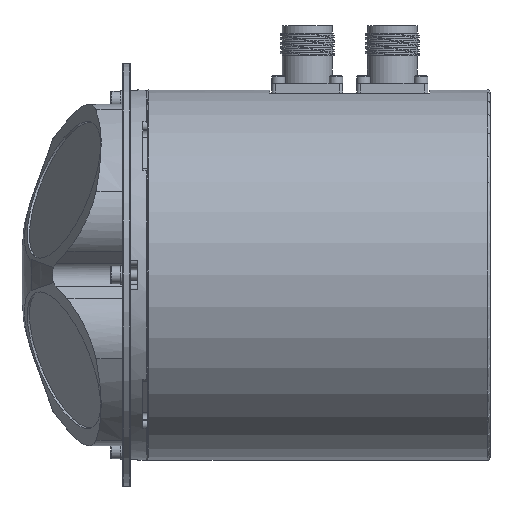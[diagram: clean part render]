
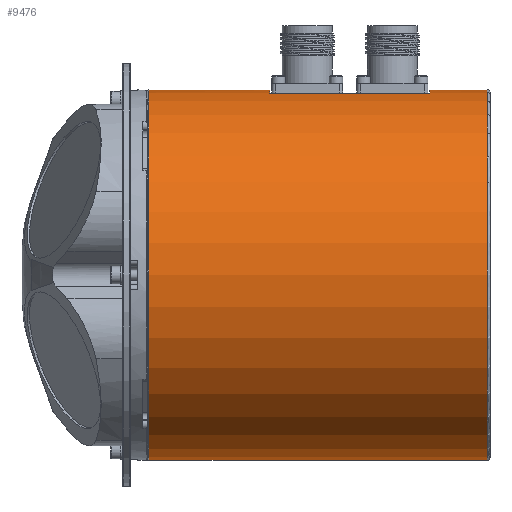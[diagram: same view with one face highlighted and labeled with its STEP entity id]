
A CAD part, front view. The second image highlights one B-rep face of the part: STEP entity #9476.
In plain terms, the highlighted cylindrical face has radius 74 mm (diameter 148 mm), a full revolution.
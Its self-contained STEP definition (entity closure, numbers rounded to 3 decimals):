
#181=FACE_BOUND('',#1659,.T.);
#1026=FACE_OUTER_BOUND('',#1658,.T.);
#1658=EDGE_LOOP('',(#8038,#8039,#8040,#8041,#8042,#8043));
#1659=EDGE_LOOP('',(#8044,#8045,#8046,#8047,#8048,#8049,#8050,#8051,#8052,
#8053,#8054,#8055));
#2220=CIRCLE('',#10526,74.);
#2221=CIRCLE('',#10527,74.);
#2222=CIRCLE('',#10528,74.);
#2223=CIRCLE('',#10529,74.);
#2224=CIRCLE('',#10530,74.);
#2225=CIRCLE('',#10531,74.);
#2335=LINE('',#14586,#2956);
#2463=LINE('',#16001,#3084);
#2769=LINE('',#17781,#3390);
#2890=LINE('',#18923,#3511);
#2891=LINE('',#18958,#3512);
#2892=LINE('',#18966,#3513);
#2893=LINE('',#18967,#3514);
#2894=LINE('',#18969,#3515);
#2895=LINE('',#18972,#3516);
#2896=LINE('',#18973,#3517);
#2897=LINE('',#18974,#3518);
#2956=VECTOR('',#10735,10.);
#3084=VECTOR('',#11265,10.);
#3390=VECTOR('',#12691,10.);
#3511=VECTOR('',#13116,10.);
#3512=VECTOR('',#13151,74.);
#3513=VECTOR('',#13160,10.);
#3514=VECTOR('',#13161,10.);
#3515=VECTOR('',#13162,10.);
#3516=VECTOR('',#13165,10.);
#3517=VECTOR('',#13166,10.);
#3518=VECTOR('',#13167,10.);
#3615=VERTEX_POINT('',#14584);
#3616=VERTEX_POINT('',#14585);
#3628=VERTEX_POINT('',#14615);
#3635=VERTEX_POINT('',#14633);
#4202=VERTEX_POINT('',#17779);
#4203=VERTEX_POINT('',#17780);
#4215=VERTEX_POINT('',#17810);
#4222=VERTEX_POINT('',#17828);
#4342=VERTEX_POINT('',#18954);
#4343=VERTEX_POINT('',#18955);
#4344=VERTEX_POINT('',#18957);
#4345=VERTEX_POINT('',#18959);
#4346=VERTEX_POINT('',#18963);
#4347=VERTEX_POINT('',#18964);
#4348=VERTEX_POINT('',#18968);
#4349=VERTEX_POINT('',#18970);
#4475=EDGE_CURVE('',#3615,#3616,#2335,.T.);
#4716=EDGE_CURVE('',#3635,#3628,#2463,.T.);
#5386=EDGE_CURVE('',#4202,#4203,#2769,.T.);
#5585=EDGE_CURVE('',#4222,#4215,#2890,.T.);
#5600=EDGE_CURVE('',#4342,#4343,#2220,.T.);
#5601=EDGE_CURVE('',#4342,#4344,#2891,.T.);
#5602=EDGE_CURVE('',#4345,#4344,#2221,.T.);
#5603=EDGE_CURVE('',#4344,#4345,#2222,.T.);
#5604=EDGE_CURVE('',#4343,#4342,#2223,.T.);
#5605=EDGE_CURVE('',#4346,#4347,#2224,.T.);
#5606=EDGE_CURVE('',#4347,#3628,#2892,.T.);
#5607=EDGE_CURVE('',#3635,#4215,#2893,.T.);
#5608=EDGE_CURVE('',#4222,#4348,#2894,.T.);
#5609=EDGE_CURVE('',#4348,#4349,#2225,.T.);
#5610=EDGE_CURVE('',#4349,#4203,#2895,.T.);
#5611=EDGE_CURVE('',#4202,#3616,#2896,.T.);
#5612=EDGE_CURVE('',#3615,#4346,#2897,.T.);
#8038=ORIENTED_EDGE('',*,*,#5600,.F.);
#8039=ORIENTED_EDGE('',*,*,#5601,.T.);
#8040=ORIENTED_EDGE('',*,*,#5602,.F.);
#8041=ORIENTED_EDGE('',*,*,#5603,.F.);
#8042=ORIENTED_EDGE('',*,*,#5601,.F.);
#8043=ORIENTED_EDGE('',*,*,#5604,.F.);
#8044=ORIENTED_EDGE('',*,*,#5605,.T.);
#8045=ORIENTED_EDGE('',*,*,#5606,.T.);
#8046=ORIENTED_EDGE('',*,*,#4716,.F.);
#8047=ORIENTED_EDGE('',*,*,#5607,.T.);
#8048=ORIENTED_EDGE('',*,*,#5585,.F.);
#8049=ORIENTED_EDGE('',*,*,#5608,.T.);
#8050=ORIENTED_EDGE('',*,*,#5609,.T.);
#8051=ORIENTED_EDGE('',*,*,#5610,.T.);
#8052=ORIENTED_EDGE('',*,*,#5386,.F.);
#8053=ORIENTED_EDGE('',*,*,#5611,.T.);
#8054=ORIENTED_EDGE('',*,*,#4475,.F.);
#8055=ORIENTED_EDGE('',*,*,#5612,.T.);
#8438=CYLINDRICAL_SURFACE('',#10525,74.);
#9476=ADVANCED_FACE('',(#1026,#181),#8438,.T.);
#10525=AXIS2_PLACEMENT_3D('',#18953,#13147,#13148);
#10526=AXIS2_PLACEMENT_3D('',#18956,#13149,#13150);
#10527=AXIS2_PLACEMENT_3D('',#18960,#13152,#13153);
#10528=AXIS2_PLACEMENT_3D('',#18961,#13154,#13155);
#10529=AXIS2_PLACEMENT_3D('',#18962,#13156,#13157);
#10530=AXIS2_PLACEMENT_3D('',#18965,#13158,#13159);
#10531=AXIS2_PLACEMENT_3D('',#18971,#13163,#13164);
#10735=DIRECTION('',(-1.,0.,0.));
#11265=DIRECTION('',(1.,0.,0.));
#12691=DIRECTION('',(-1.,0.,0.));
#13116=DIRECTION('',(1.,0.,0.));
#13147=DIRECTION('center_axis',(-1.,0.,0.));
#13148=DIRECTION('ref_axis',(0.,0.,1.));
#13149=DIRECTION('center_axis',(-1.,0.,0.));
#13150=DIRECTION('ref_axis',(0.,0.,
-1.));
#13151=DIRECTION('',(1.,0.,0.));
#13152=DIRECTION('center_axis',(1.,0.,0.));
#13153=DIRECTION('ref_axis',(0.,0.,
-1.));
#13154=DIRECTION('center_axis',(1.,0.,0.));
#13155=DIRECTION('ref_axis',(0.,0.,
-1.));
#13156=DIRECTION('center_axis',(-1.,0.,0.));
#13157=DIRECTION('ref_axis',(0.,0.,
-1.));
#13158=DIRECTION('center_axis',(1.,0.,0.));
#13159=DIRECTION('ref_axis',(0.,0.,1.));
#13160=DIRECTION('',(-1.,0.,0.));
#13161=DIRECTION('',(-1.,0.,0.));
#13162=DIRECTION('',(-1.,0.,0.));
#13163=DIRECTION('center_axis',(-1.,0.,0.));
#13164=DIRECTION('ref_axis',(0.,0.,1.));
#13165=DIRECTION('',(1.,0.,0.));
#13166=DIRECTION('',(1.,0.,0.));
#13167=DIRECTION('',(1.,0.,0.));
#14584=CARTESIAN_POINT('',(159.261,13.81,72.7));
#14585=CARTESIAN_POINT('',(131.739,13.81,72.7));
#14586=CARTESIAN_POINT('',(60.7,13.81,72.7));
#14615=CARTESIAN_POINT('',(159.261,-13.81,72.7));
#14633=CARTESIAN_POINT('',(131.739,-13.81,72.7));
#16001=CARTESIAN_POINT('',(60.7,-13.81,72.7));
#17779=CARTESIAN_POINT('',(125.261,13.81,72.7));
#17780=CARTESIAN_POINT('',(97.739,13.81,72.7));
#17781=CARTESIAN_POINT('',(60.7,13.81,72.7));
#17810=CARTESIAN_POINT('',(125.261,-13.81,72.7));
#17828=CARTESIAN_POINT('',(97.739,-13.81,72.7));
#18923=CARTESIAN_POINT('',(60.7,-13.81,72.7));
#18953=CARTESIAN_POINT('Origin',(60.7,0.,
0.));
#18954=CARTESIAN_POINT('',(48.2,0.,-74.));
#18955=CARTESIAN_POINT('',(48.2,74.,0.));
#18956=CARTESIAN_POINT('Origin',(48.2,0.,
0.));
#18957=CARTESIAN_POINT('',(183.5,0.,-74.));
#18958=CARTESIAN_POINT('',(60.7,0.,-74.));
#18959=CARTESIAN_POINT('',(183.5,74.,0.));
#18960=CARTESIAN_POINT('Origin',(183.5,0.,
0.));
#18961=CARTESIAN_POINT('Origin',(183.5,0.,
0.));
#18962=CARTESIAN_POINT('Origin',(48.2,0.,
0.));
#18963=CARTESIAN_POINT('',(160.5,13.81,72.7));
#18964=CARTESIAN_POINT('',(160.5,-13.81,72.7));
#18965=CARTESIAN_POINT('Origin',(160.5,0.,
0.));
#18966=CARTESIAN_POINT('',(60.7,-13.81,72.7));
#18967=CARTESIAN_POINT('',(60.7,-13.81,72.7));
#18968=CARTESIAN_POINT('',(96.5,-13.81,72.7));
#18969=CARTESIAN_POINT('',(60.7,-13.81,72.7));
#18970=CARTESIAN_POINT('',(96.5,13.81,72.7));
#18971=CARTESIAN_POINT('Origin',(96.5,0.,0.));
#18972=CARTESIAN_POINT('',(60.7,13.81,72.7));
#18973=CARTESIAN_POINT('',(60.7,13.81,72.7));
#18974=CARTESIAN_POINT('',(60.7,13.81,72.7));
